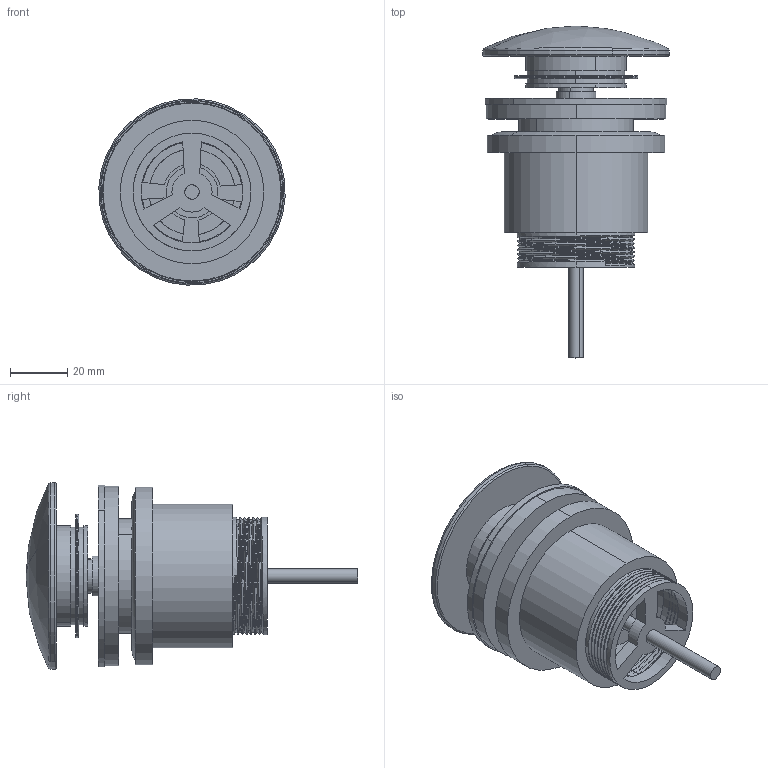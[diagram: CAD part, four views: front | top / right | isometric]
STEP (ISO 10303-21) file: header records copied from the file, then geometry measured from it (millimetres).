
FILE_DESCRIPTION (( 'STEP AP214' ), '1' );
FILE_NAME ('VAL.0001 3D.STEP', '2023-01-19T18:30:55', ( '' ), ( '' ), 'SwSTEP 2.0', 'SolidWorks 2022', '' );
FILE_SCHEMA (( 'AUTOMOTIVE_DESIGN' ));
Length unit declared in the file: millimetre
Products named in the file (9): TAMPA CLICK CLACK REDOND LATAO; 041500900200; ANILHA_VEDANTE_TRANSPARENTE; PARTE SUPERIOR CLICK CLACK REDONDA LATAO; ANILHA_ESPONJA Ø45XØ62.5; PARTE INFERIOR CLICK CLACK REDOND LATAO; VEDANTE_Ø30X4.5; CLICK_CLACK; VAL.0001 3D
Assembly tree (8 placements, depth 2):
  VAL.0001 3D
    TAMPA CLICK CLACK REDOND LATAO
    PARTE SUPERIOR CLICK CLACK REDONDA LATAO
    PARTE INFERIOR CLICK CLACK REDOND LATAO
    ANILHA_VEDANTE_TRANSPARENTE
    VEDANTE_Ø30X4.5
    ANILHA_ESPONJA Ø45XØ62.5
    CLICK_CLACK
    041500900200
Bounding box: 64.9 x 115.7 x 64.9 mm (x, y, z)
Volume: 63350.7 mm3; surface area: 58623.6 mm2
Topology: 8 solids, 8 shells, 190 faces, 432 edges, 279 vertices
Faces by surface type: cylinder 99, plane 64, torus 14, cone 6, sphere 4, bspline 3
Entity records: 6830 total; most frequent: CARTESIAN_POINT 2044, DIRECTION 1014, ORIENTED_EDGE 864, EDGE_CURVE 432, AXIS2_PLACEMENT_3D 429, VERTEX_POINT 279, EDGE_LOOP 235, CIRCLE 231
